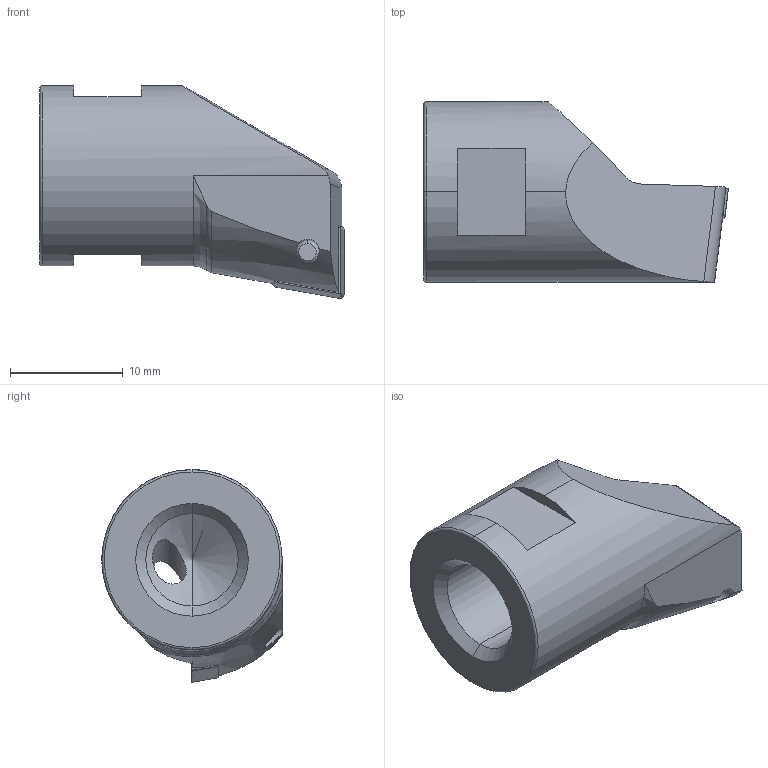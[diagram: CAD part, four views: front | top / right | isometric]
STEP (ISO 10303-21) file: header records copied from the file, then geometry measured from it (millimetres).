
FILE_DESCRIPTION (( 'STEP AP214' ), '1' );
FILE_NAME ('HS0.A22.K11.027.STEP', '2020-09-18T09:55:51', ( '' ), ( '' ), 'SwSTEP 2.0', 'SolidWorks 2017', '' );
FILE_SCHEMA (( 'AUTOMOTIVE_DESIGN' ));
Length unit declared in the file: millimetre
Products named in the file (4): HS0.A22.K11.027; CCMT060204; WCA-ER2.001.006_A; HS0-A22.K11.027_B
Assembly tree (3 placements, depth 2):
  HS0.A22.K11.027
    HS0-A22.K11.027_B
    WCA-ER2.001.006_A
    CCMT060204
Bounding box: 27 x 16 x 18.88 mm (x, y, z)
Volume: 3247.8 mm3; surface area: 2135.9 mm2
Topology: 3 solids, 3 shells, 121 faces, 308 edges, 189 vertices
Faces by surface type: cylinder 35, plane 34, cone 26, torus 12, bspline 12, sphere 2
Entity records: 4192 total; most frequent: CARTESIAN_POINT 1223, ORIENTED_EDGE 608, DIRECTION 554, EDGE_CURVE 304, AXIS2_PLACEMENT_3D 220, VERTEX_POINT 189, EDGE_LOOP 127, FACE_OUTER_BOUND 121
